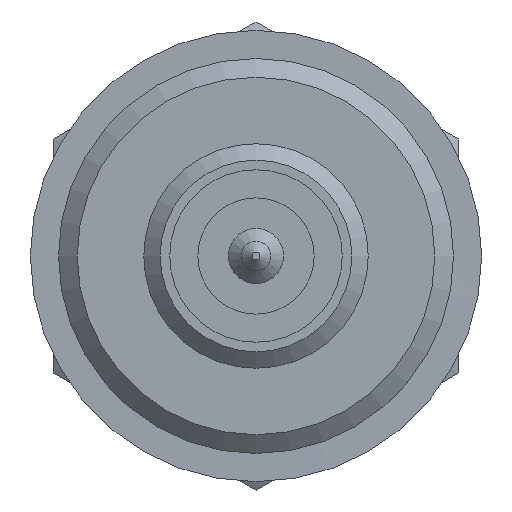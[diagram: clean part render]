
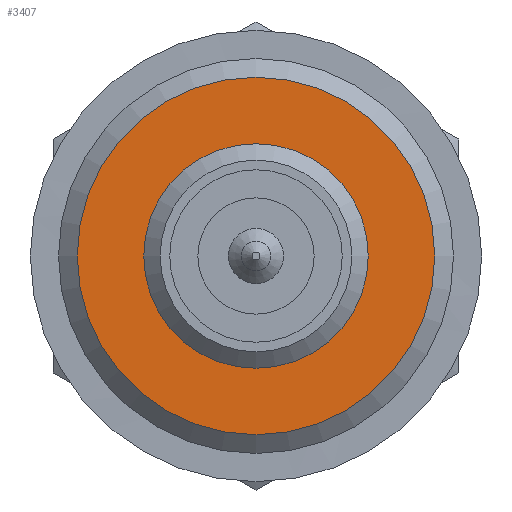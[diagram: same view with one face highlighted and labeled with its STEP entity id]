
A CAD part, left-side view. The second image highlights one B-rep face of the part: STEP entity #3407.
In plain terms, the highlighted planar face has unit normal (-1, 0, 0).
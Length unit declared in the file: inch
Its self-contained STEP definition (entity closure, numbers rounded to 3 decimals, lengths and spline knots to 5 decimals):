
#210 = CARTESIAN_POINT ( 'NONE',  ( 0.21038, 0.05207, 0. ) ) ;
#285 = DIRECTION ( 'NONE',  ( -1., 0., 0. ) ) ;
#927 = EDGE_LOOP ( 'NONE', ( #5218 ) ) ;
#1033 = DIRECTION ( 'NONE',  ( 1., 0., 0. ) ) ;
#1301 = EDGE_CURVE ( 'NONE', #2125, #2125, #3223, .T. ) ;
#1461 = EDGE_CURVE ( 'NONE', #3143, #3143, #2957, .T. ) ;
#1510 = CARTESIAN_POINT ( 'NONE',  ( 0.21038, 0., 0. ) ) ;
#1888 = DIRECTION ( 'NONE',  ( 0., 0., -1. ) ) ;
#1926 = EDGE_LOOP ( 'NONE', ( #3280 ) ) ;
#2125 = VERTEX_POINT ( 'NONE', #4618 ) ;
#2264 = DIRECTION ( 'NONE',  ( 0., 0., 1. ) ) ;
#2352 = AXIS2_PLACEMENT_3D ( 'NONE', #1510, #285, #2264 ) ;
#2668 = AXIS2_PLACEMENT_3D ( 'NONE', #210, #1033, #1888 ) ;
#2781 = FACE_BOUND ( 'NONE', #1926, .T. ) ;
#2957 = CIRCLE ( 'NONE', #3312, 0.05207 ) ;
#3143 = VERTEX_POINT ( 'NONE', #5042 ) ;
#3223 = CIRCLE ( 'NONE', #2352, 0.08289 ) ;
#3229 = DIRECTION ( 'NONE',  ( 0., 0., 1. ) ) ;
#3280 = ORIENTED_EDGE ( 'NONE', *, *, #1461, .F. ) ;
#3312 = AXIS2_PLACEMENT_3D ( 'NONE', #3616, #4407, #3229 ) ;
#3407 = ADVANCED_FACE ( 'NONE', ( #2781, #4272 ), #3481, .F. ) ;
#3481 = PLANE ( 'NONE',  #2668 ) ;
#3616 = CARTESIAN_POINT ( 'NONE',  ( 0.21038, 0., 0. ) ) ;
#4272 = FACE_OUTER_BOUND ( 'NONE', #927, .T. ) ;
#4407 = DIRECTION ( 'NONE',  ( -1., 0., 0. ) ) ;
#4618 = CARTESIAN_POINT ( 'NONE',  ( 0.21038, 0., 0.08289 ) ) ;
#5042 = CARTESIAN_POINT ( 'NONE',  ( 0.21038, 0., 0.05207 ) ) ;
#5218 = ORIENTED_EDGE ( 'NONE', *, *, #1301, .T. ) ;
